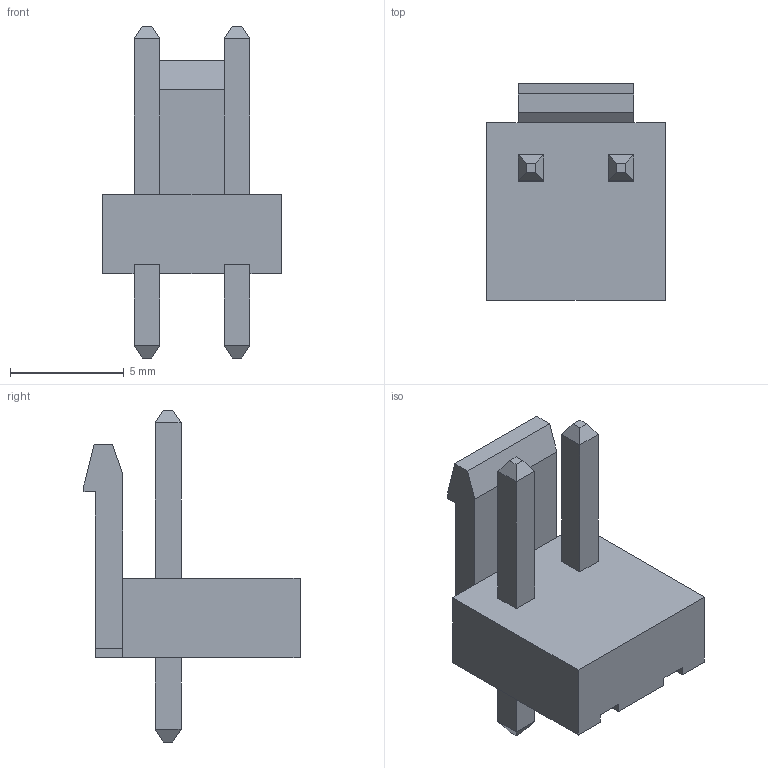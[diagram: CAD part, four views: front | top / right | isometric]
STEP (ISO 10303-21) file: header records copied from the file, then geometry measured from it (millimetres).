
FILE_DESCRIPTION(('FreeCAD Model'),'2;1');
FILE_NAME('B2B-VH.step', '2019-08-19T00:57:00',('Author'),(''), 'Open CASCADE STEP processor 6.8','FreeCAD','Unknown');
FILE_SCHEMA(('AUTOMOTIVE_DESIGN_CC2 { 1 2 10303 214 -1 1 5 4 }'));
Length unit declared in the file: millimetre
Products named in the file (1): B2B-VH
Bounding box: 7.86 x 9.5 x 14.6 mm (x, y, z)
Volume: 294.1 mm3; surface area: 434.6 mm2
Topology: 1 solids, 1 shells, 66 faces, 158 edges, 96 vertices
Faces by surface type: plane 66
Entity records: 2313 total; most frequent: CARTESIAN_POINT 321, ORIENTED_EDGE 316, DIRECTION 292, EDGE_CURVE 158, LINE 158, VECTOR 158, VERTEX_POINT 96, FACE_BOUND 68
